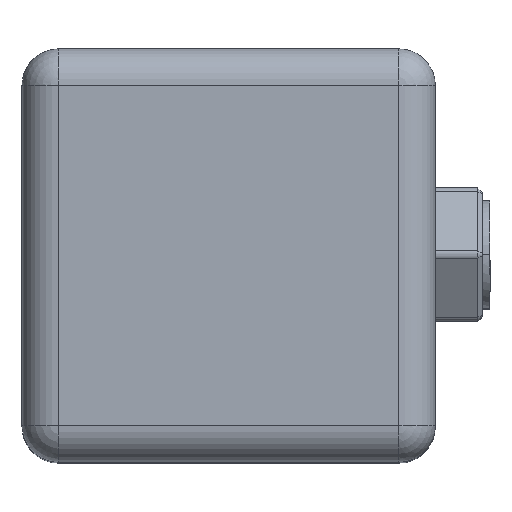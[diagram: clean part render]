
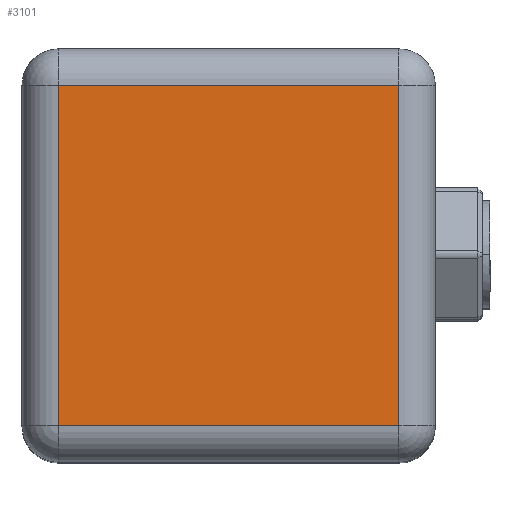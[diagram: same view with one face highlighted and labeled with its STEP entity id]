
A CAD part, top view. The second image highlights one B-rep face of the part: STEP entity #3101.
In plain terms, the highlighted planar face has unit normal (0, 0, 1).
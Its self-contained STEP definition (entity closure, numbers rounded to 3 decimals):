
#2439=CARTESIAN_POINT('Vertex',(-92.,-50.471,529.)) ;
#2442=CARTESIAN_POINT('Line Origine',(-92.,-65.471,529.)) ;
#2446=CARTESIAN_POINT('Vertex',(-92.,89.529,529.)) ;
#2678=CARTESIAN_POINT('Line Origine',(232.929,89.529,529.)) ;
#2682=CARTESIAN_POINT('Vertex',(48.,89.529,529.)) ;
#3013=CARTESIAN_POINT('Line Origine',(48.,104.529,529.)) ;
#3017=CARTESIAN_POINT('Vertex',(48.,-50.471,529.)) ;
#3085=CARTESIAN_POINT('Axis2P3D Location',(232.929,104.529,529.)) ;
#3090=CARTESIAN_POINT('Line Origine',(-22.,-50.471,529.)) ;
#2444=VECTOR('Line Direction',#2443,1.) ;
#2680=VECTOR('Line Direction',#2679,1.) ;
#3015=VECTOR('Line Direction',#3014,1.) ;
#3092=VECTOR('Line Direction',#3091,1.) ;
#2443=DIRECTION('Vector Direction',(0.,-1.,0.)) ;
#2679=DIRECTION('Vector Direction',(1.,0.,0.)) ;
#3014=DIRECTION('Vector Direction',(0.,-1.,0.)) ;
#3086=DIRECTION('Axis2P3D Direction',(0.,0.,1.)) ;
#3087=DIRECTION('Axis2P3D XDirection',(-1.,0.,0.)) ;
#3091=DIRECTION('Vector Direction',(1.,0.,0.)) ;
#3088=AXIS2_PLACEMENT_3D('Plane Axis2P3D',#3085,#3086,#3087) ;
#2445=LINE('Line',#2442,#2444) ;
#2681=LINE('Line',#2678,#2680) ;
#3016=LINE('Line',#3013,#3015) ;
#3093=LINE('Line',#3090,#3092) ;
#3089=PLANE('',#3088) ;
#2448=EDGE_CURVE('',#2447,#2440,#2445,.T.) ;
#2684=EDGE_CURVE('',#2683,#2447,#2681,.F.) ;
#3019=EDGE_CURVE('',#3018,#2683,#3016,.F.) ;
#3094=EDGE_CURVE('',#2440,#3018,#3093,.T.) ;
#3096=ORIENTED_EDGE('',*,*,#3019,.T.) ;
#3097=ORIENTED_EDGE('',*,*,#2684,.T.) ;
#3098=ORIENTED_EDGE('',*,*,#2448,.T.) ;
#3099=ORIENTED_EDGE('',*,*,#3094,.T.) ;
#3095=EDGE_LOOP('',(#3096,#3097,#3098,#3099)) ;
#2440=VERTEX_POINT('',#2439) ;
#2447=VERTEX_POINT('',#2446) ;
#2683=VERTEX_POINT('',#2682) ;
#3018=VERTEX_POINT('',#3017) ;
#3101=ADVANCED_FACE('PartBody',(#3100),#3089,.T.) ;
#3100=FACE_OUTER_BOUND('',#3095,.T.) ;
